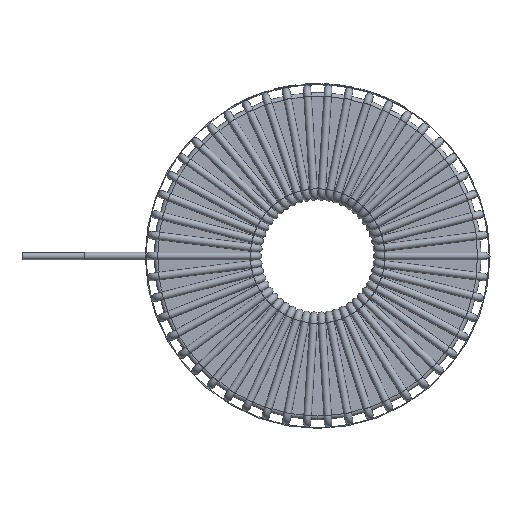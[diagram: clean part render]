
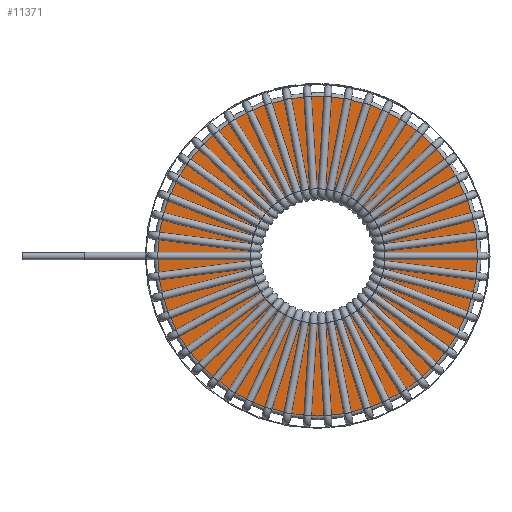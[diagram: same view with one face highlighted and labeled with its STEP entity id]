
A CAD part, front view. The second image highlights one B-rep face of the part: STEP entity #11371.
In plain terms, the highlighted planar face has unit normal (0, -1, 0).
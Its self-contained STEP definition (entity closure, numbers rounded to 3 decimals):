
#2140=FACE_BOUND('',#2801,.T.);
#2157=PLANE('',#12031);
#2219=FACE_OUTER_BOUND('',#2800,.T.);
#2800=EDGE_LOOP('',(#7591));
#2801=EDGE_LOOP('',(#7592));
#3397=CIRCLE('',#12027,5.4);
#3401=CIRCLE('',#12032,12.85);
#4568=VERTEX_POINT('',#17654);
#4571=VERTEX_POINT('',#17662);
#5796=EDGE_CURVE('',#4568,#4568,#3397,.T.);
#5800=EDGE_CURVE('',#4571,#4571,#3401,.T.);
#7591=ORIENTED_EDGE('',*,*,#5800,.F.);
#7592=ORIENTED_EDGE('',*,*,#5796,.F.);
#11371=ADVANCED_FACE('',(#2219,#2140),#2157,.F.);
#12027=AXIS2_PLACEMENT_3D('',#17655,#13732,#13733);
#12031=AXIS2_PLACEMENT_3D('',#17661,#13740,#13741);
#12032=AXIS2_PLACEMENT_3D('',#17663,#13742,#13743);
#13732=DIRECTION('center_axis',(0.,-1.,0.));
#13733=DIRECTION('ref_axis',(1.,0.,0.));
#13740=DIRECTION('center_axis',(0.,1.,0.));
#13741=DIRECTION('ref_axis',(0.,0.,1.));
#13742=DIRECTION('center_axis',(0.,1.,0.));
#13743=DIRECTION('ref_axis',(1.,0.,0.));
#17654=CARTESIAN_POINT('',(0.,-5.65,-5.4));
#17655=CARTESIAN_POINT('Origin',(0.,-5.65,0.));
#17661=CARTESIAN_POINT('Origin',(0.,-5.65,0.));
#17662=CARTESIAN_POINT('',(0.,-5.65,12.85));
#17663=CARTESIAN_POINT('Origin',(0.,-5.65,0.));
